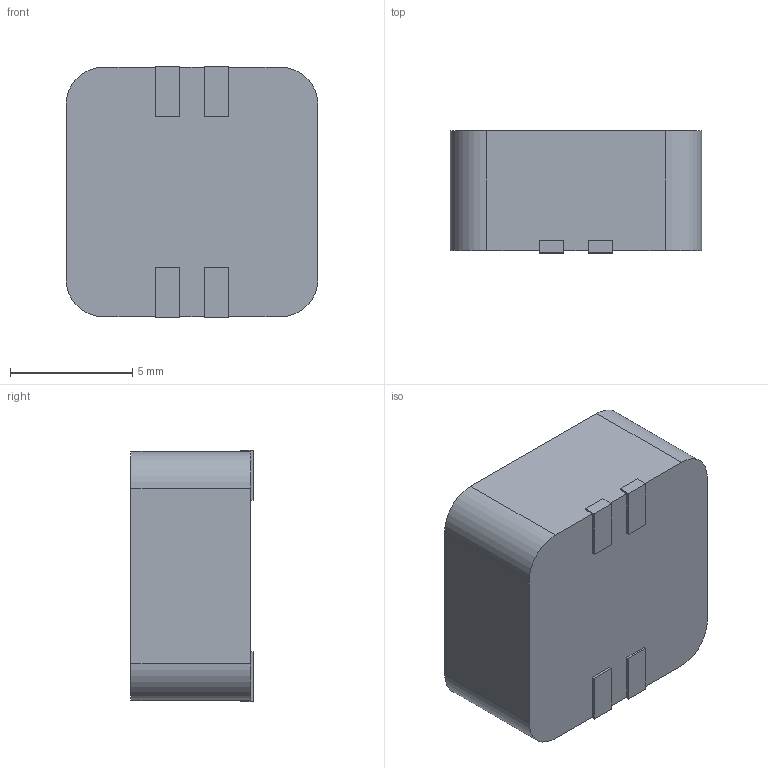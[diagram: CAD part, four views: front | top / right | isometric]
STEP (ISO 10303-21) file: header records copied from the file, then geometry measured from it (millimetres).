
FILE_DESCRIPTION(('FreeCAD Model'),'2;1');
FILE_NAME('Open CASCADE Shape Model','2024-10-04T13:04:57',(''),(''), 'Open CASCADE STEP processor 7.6','FreeCAD','Unknown');
FILE_SCHEMA(('AUTOMOTIVE_DESIGN { 1 0 10303 214 1 1 1 1 }'));
Length unit declared in the file: millimetre
Products named in the file (1): Coilcraft-MSD1048
Bounding box: 10.3 x 5 x 10.3 mm (x, y, z)
Volume: 505.6 mm3; surface area: 459.7 mm2
Topology: 1 solids, 1 shells, 273 faces, 774 edges, 516 vertices
Faces by surface type: bspline 199, plane 66, cylinder 8
Entity records: 12567 total; most frequent: CARTESIAN_POINT 4913, ORIENTED_EDGE 1548, EDGE_CURVE 774, DIRECTION 542, VERTEX_POINT 516, B_SPLINE_CURVE_WITH_KNOTS 398, LINE 360, VECTOR 360
